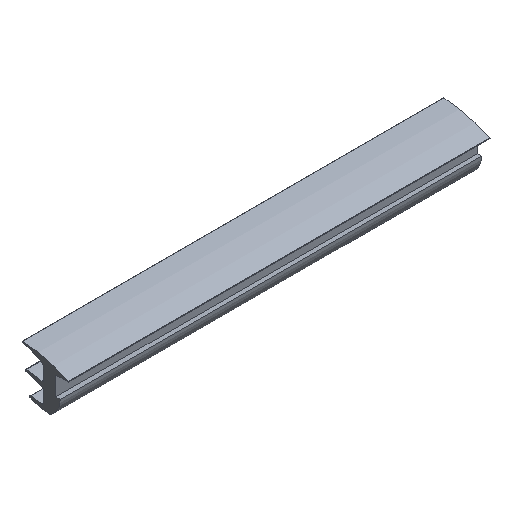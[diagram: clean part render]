
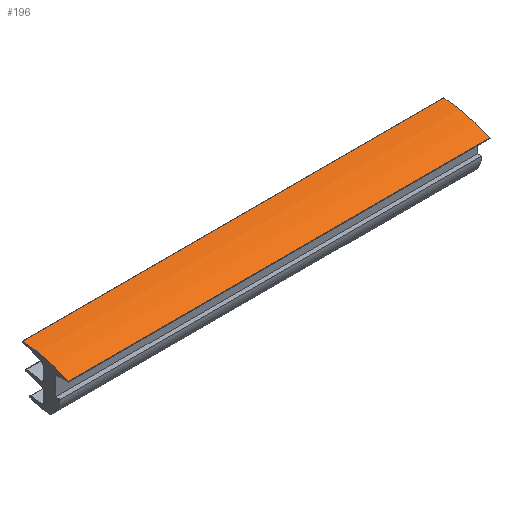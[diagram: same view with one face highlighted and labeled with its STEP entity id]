
A CAD part, isometric view. The second image highlights one B-rep face of the part: STEP entity #196.
In plain terms, the highlighted cylindrical face has radius 29.153 mm (diameter 58.306 mm), a partial arc.
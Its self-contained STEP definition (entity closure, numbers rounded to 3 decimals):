
#138 = ORIENTED_EDGE ( 'NONE', *, *, #195, .T. ) ;
#139 = EDGE_CURVE ( 'NONE', #158, #150, #576, .T. ) ;
#140 = EDGE_CURVE ( 'NONE', #146, #158, #598, .T. ) ;
#143 = EDGE_LOOP ( 'NONE', ( #138, #197, #159, #161 ) ) ;
#144 = VERTEX_POINT ( 'NONE', #573 ) ;
#146 = VERTEX_POINT ( 'NONE', #603 ) ;
#150 = VERTEX_POINT ( 'NONE', #685 ) ;
#156 = EDGE_CURVE ( 'NONE', #146, #144, #729, .T. ) ;
#158 = VERTEX_POINT ( 'NONE', #722 ) ;
#159 = ORIENTED_EDGE ( 'NONE', *, *, #140, .F. ) ;
#161 = ORIENTED_EDGE ( 'NONE', *, *, #156, .T. ) ;
#195 = EDGE_CURVE ( 'NONE', #144, #150, #548, .T. ) ;
#196 = ADVANCED_FACE ( 'NONE', ( #543 ), #544, .T. ) ;
#197 = ORIENTED_EDGE ( 'NONE', *, *, #139, .F. ) ;
#526 = CARTESIAN_POINT ( 'NONE',  ( 100., 435.583, 158.485 ) ) ;
#528 = DIRECTION ( 'NONE',  ( 0., 0., -1. ) ) ;
#529 = DIRECTION ( 'NONE',  ( 1., 0., 0. ) ) ;
#530 = AXIS2_PLACEMENT_3D ( 'NONE', #526, #531, #547 ) ;
#531 = DIRECTION ( 'NONE',  ( -1., 0., 0. ) ) ;
#536 = CARTESIAN_POINT ( 'NONE',  ( 0., 435.583, 158.485 ) ) ;
#537 = AXIS2_PLACEMENT_3D ( 'NONE', #536, #529, #528 ) ;
#543 = FACE_OUTER_BOUND ( 'NONE', #143, .T. ) ;
#544 = CYLINDRICAL_SURFACE ( 'NONE', #530, 29.153 ) ;
#547 = DIRECTION ( 'NONE',  ( 0., 0., 1. ) ) ;
#548 = CIRCLE ( 'NONE', #537, 29.153 ) ;
#571 = DIRECTION ( 'NONE',  ( 0., 0., -1. ) ) ;
#572 = DIRECTION ( 'NONE',  ( 1., 0., 0. ) ) ;
#573 = CARTESIAN_POINT ( 'NONE',  ( 0., 433.907, 187.59 ) ) ;
#576 = LINE ( 'NONE', #602, #601 ) ;
#577 = CARTESIAN_POINT ( 'NONE',  ( 100., 435.583, 158.485 ) ) ;
#598 = CIRCLE ( 'NONE', #604, 29.153 ) ;
#600 = DIRECTION ( 'NONE',  ( -1., 0., 0. ) ) ;
#601 = VECTOR ( 'NONE', #600, 1000. ) ;
#602 = CARTESIAN_POINT ( 'NONE',  ( 100., 423.015, 184.79 ) ) ;
#603 = CARTESIAN_POINT ( 'NONE',  ( 100., 433.907, 187.59 ) ) ;
#604 = AXIS2_PLACEMENT_3D ( 'NONE', #577, #572, #571 ) ;
#630 = CARTESIAN_POINT ( 'NONE',  ( 100., 433.907, 187.59 ) ) ;
#685 = CARTESIAN_POINT ( 'NONE',  ( 0., 423.015, 184.79 ) ) ;
#720 = DIRECTION ( 'NONE',  ( -1., 0., 0. ) ) ;
#721 = VECTOR ( 'NONE', #720, 1000. ) ;
#722 = CARTESIAN_POINT ( 'NONE',  ( 100., 423.015, 184.79 ) ) ;
#729 = LINE ( 'NONE', #630, #721 ) ;
